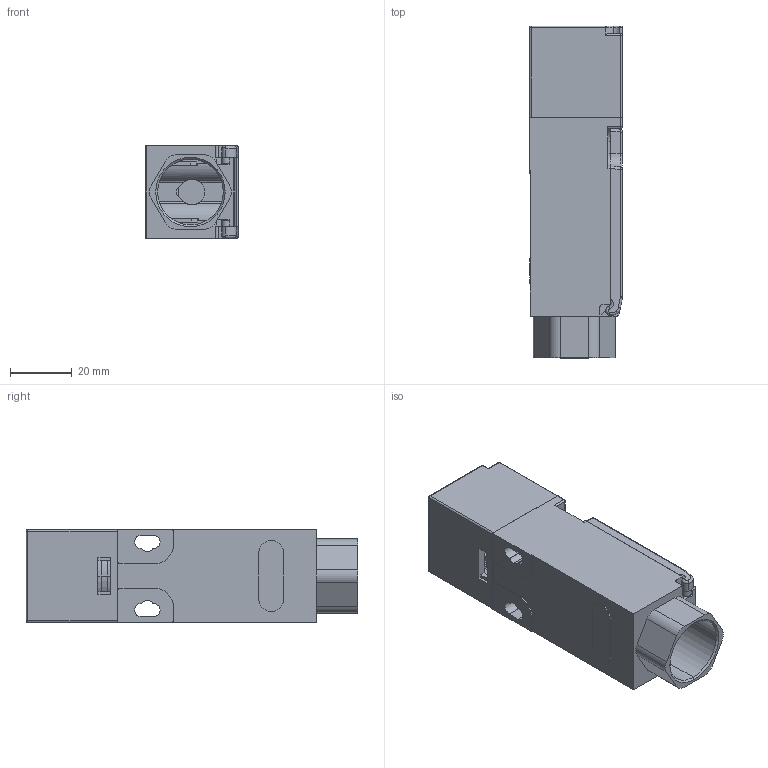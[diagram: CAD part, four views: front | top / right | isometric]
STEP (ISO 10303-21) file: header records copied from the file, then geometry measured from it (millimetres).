
FILE_DESCRIPTION(('STEP AP242'),'1');
FILE_NAME('operating_key_xcspa593.stp','2020-07-22T09:46:12',('TraceParts'),('TraceParts S.A.'),'Spatial InterOp 3D',' ',' ');
FILE_SCHEMA(('AP242_MANAGED_MODEL_BASED_3D_ENGINEERING_MIM_LF {1 0 10303 442 1 1 4}'));
Length unit declared in the file: millimetre
Products named in the file (1): operating_key_xcspa593_1
Bounding box: 30 x 107.15 x 30.13 mm (x, y, z)
Volume: 35255.5 mm3; surface area: 33122.7 mm2
Topology: 3 solids, 3 shells, 727 faces, 1929 edges, 1183 vertices
Faces by surface type: plane 312, cylinder 292, sphere 43, cone 34, torus 28, bspline 18
Entity records: 23436 total; most frequent: CARTESIAN_POINT 5359, DIRECTION 3845, ORIENTED_EDGE 3784, EDGE_CURVE 1892, AXIS2_PLACEMENT_3D 1349, VERTEX_POINT 1183, LINE 1147, VECTOR 1147
